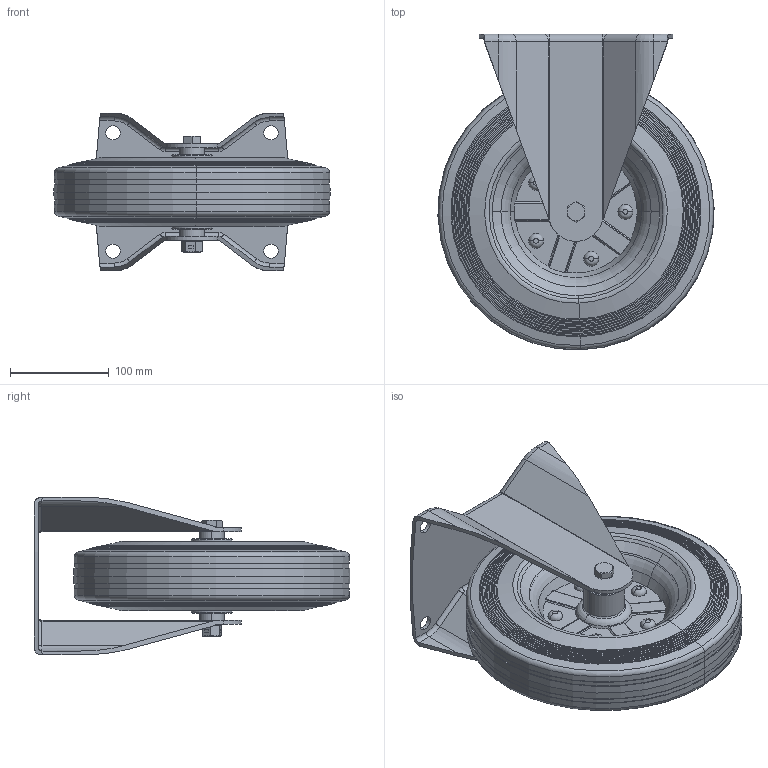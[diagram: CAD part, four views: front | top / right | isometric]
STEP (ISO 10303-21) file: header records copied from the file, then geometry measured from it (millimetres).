
FILE_DESCRIPTION (( 'STEP AP214' ), '1' );
FILE_NAME ('0013743_B-IS-SGS-280-R.STEP', '2017-05-15T08:28:43', ( '' ), ( '' ), 'SwSTEP 2.0', 'SolidWorks 2016', '' );
FILE_SCHEMA (( 'AUTOMOTIVE_DESIGN' ));
Length unit declared in the file: millimetre
Products named in the file (1): 0013743_B-IS-SGS-280-R
Bounding box: 279.85 x 319.93 x 160 mm (x, y, z)
Surface area: 392613.2 mm2 (no closed solid volume)
Topology: 0 solids, 9 shells, 474 faces, 1210 edges, 726 vertices
Faces by surface type: plane 158, cylinder 102, torus 94, cone 88, bspline 32
Entity records: 20306 total; most frequent: CARTESIAN_POINT 3941, DIRECTION 2352, ORIENTED_EDGE 2318, EDGE_CURVE 1178, AXIS2_PLACEMENT_3D 955, VERTEX_POINT 726, EDGE_LOOP 514, CIRCLE 512
